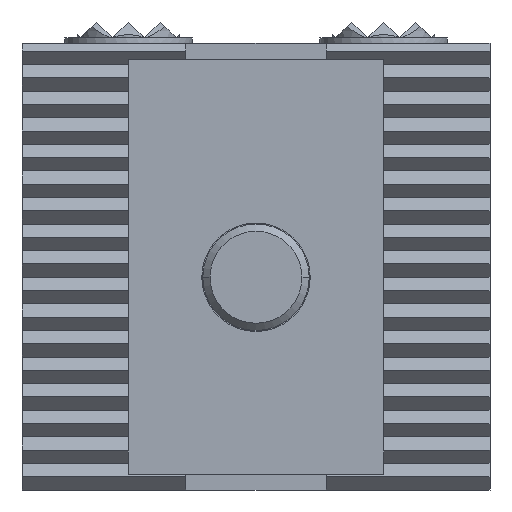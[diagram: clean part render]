
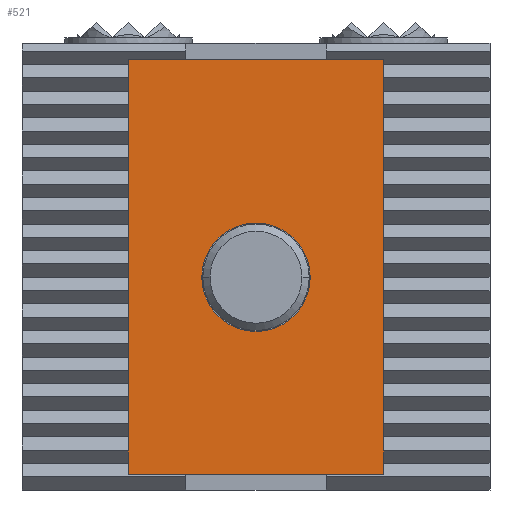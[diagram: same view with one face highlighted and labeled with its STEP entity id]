
A CAD part, front view. The second image highlights one B-rep face of the part: STEP entity #521.
In plain terms, the highlighted planar face has unit normal (0, -1, 0).
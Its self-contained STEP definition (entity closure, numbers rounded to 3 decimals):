
#521=ADVANCED_FACE('',(#1213,#1214),#1215,.F.);
#1213=FACE_BOUND('',#2102,.T.);
#1214=FACE_OUTER_BOUND('',#2103,.T.);
#1215=PLANE('',#2104);
#2102=EDGE_LOOP('',(#3556,#3557));
#2103=EDGE_LOOP('',(#3558,#3559,#3560,#3561));
#2104=AXIS2_PLACEMENT_3D('',#3562,#3563,#3564);
#3556=ORIENTED_EDGE('',*,*,#5348,.T.);
#3557=ORIENTED_EDGE('',*,*,#5346,.T.);
#3558=ORIENTED_EDGE('',*,*,#5375,.F.);
#3559=ORIENTED_EDGE('',*,*,#5378,.F.);
#3560=ORIENTED_EDGE('',*,*,#5367,.F.);
#3561=ORIENTED_EDGE('',*,*,#5379,.T.);
#3562=CARTESIAN_POINT('',(0.0,-21.0,1.0));
#3563=DIRECTION('',(0.0,1.0,0.0));
#3564=DIRECTION('',(0.0,0.0,1.0));
#5346=EDGE_CURVE('',#6386,#6390,#6392,.T.);
#5348=EDGE_CURVE('',#6390,#6386,#6394,.T.);
#5367=EDGE_CURVE('',#6422,#6424,#6425,.T.);
#5375=EDGE_CURVE('',#6434,#6436,#6437,.T.);
#5378=EDGE_CURVE('',#6424,#6434,#6440,.T.);
#5379=EDGE_CURVE('',#6422,#6436,#6441,.T.);
#6386=VERTEX_POINT('',#7833);
#6390=VERTEX_POINT('',#7838);
#6392=CIRCLE('',#7841,5.1);
#6394=CIRCLE('',#7843,5.1);
#6422=VERTEX_POINT('',#7883);
#6424=VERTEX_POINT('',#7886);
#6425=LINE('',#7887,#7888);
#6434=VERTEX_POINT('',#7901);
#6436=VERTEX_POINT('',#7904);
#6437=LINE('',#7905,#7906);
#6440=LINE('',#7910,#7911);
#6441=LINE('',#7912,#7913);
#7833=CARTESIAN_POINT('',(5.1,-21.0,0.));
#7838=CARTESIAN_POINT('',(-5.1,-21.0,0.0));
#7841=AXIS2_PLACEMENT_3D('',#9062,#9063,#9064);
#7843=AXIS2_PLACEMENT_3D('',#9065,#9066,#9067);
#7883=CARTESIAN_POINT('',(-12.0,-21.0,20.5));
#7886=CARTESIAN_POINT('',(12.0,-21.0,20.5));
#7887=CARTESIAN_POINT('',(0.0,-21.0,20.5));
#7888=VECTOR('',#9084,1.0);
#7901=CARTESIAN_POINT('',(12.0,-21.0,-18.5));
#7904=CARTESIAN_POINT('',(-12.0,-21.0,-18.5));
#7905=CARTESIAN_POINT('',(0.0,-21.0,-18.5));
#7906=VECTOR('',#9090,1.0);
#7910=CARTESIAN_POINT('',(12.0,-21.0,1.0));
#7911=VECTOR('',#9092,1.0);
#7912=CARTESIAN_POINT('',(-12.0,-21.0,1.0));
#7913=VECTOR('',#9093,1.0);
#9062=CARTESIAN_POINT('',(0.0,-21.0,0.0));
#9063=DIRECTION('',(-0.0,1.0,0.0));
#9064=DIRECTION('',(1.0,0.0,0.0));
#9065=CARTESIAN_POINT('',(0.0,-21.0,0.0));
#9066=DIRECTION('',(-0.0,1.0,0.0));
#9067=DIRECTION('',(1.0,0.0,0.0));
#9084=DIRECTION('',(1.0,0.0,0.0));
#9090=DIRECTION('',(-1.0,0.0,0.0));
#9092=DIRECTION('',(0.0,0.0,-1.0));
#9093=DIRECTION('',(0.0,0.0,-1.0));
